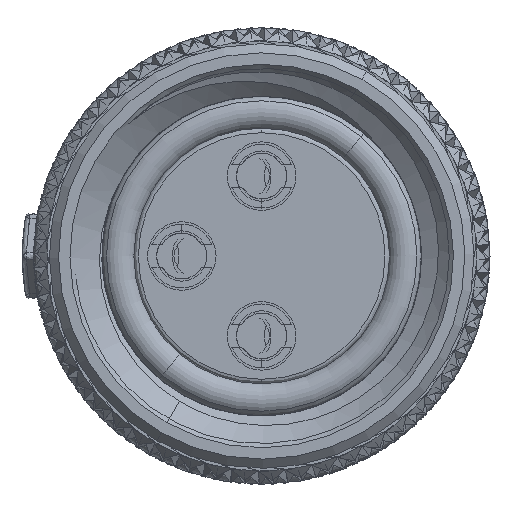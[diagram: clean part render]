
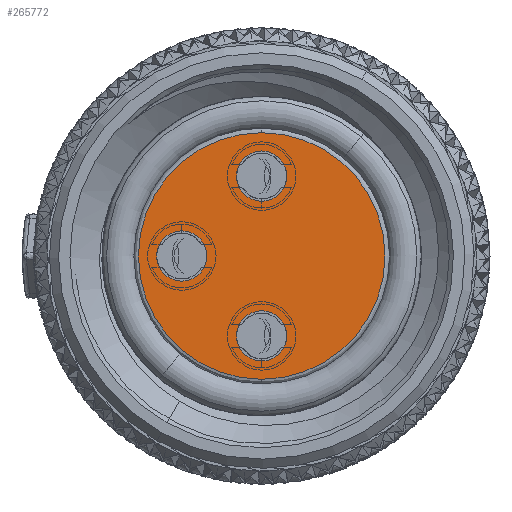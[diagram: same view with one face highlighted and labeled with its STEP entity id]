
A CAD part, left-side view. The second image highlights one B-rep face of the part: STEP entity #265772.
In plain terms, the highlighted planar face has unit normal (-1, 0, 0).
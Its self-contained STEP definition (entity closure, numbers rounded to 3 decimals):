
#1478 = VERTEX_POINT ( 'NONE', #111553 ) ;
#1625 = ORIENTED_EDGE ( 'NONE', *, *, #38928, .F. ) ;
#2933 = ORIENTED_EDGE ( 'NONE', *, *, #68620, .T. ) ;
#8998 = ORIENTED_EDGE ( 'NONE', *, *, #144309, .F. ) ;
#9862 = AXIS2_PLACEMENT_3D ( 'NONE', #39980, #257668, #104862 ) ;
#16834 = VERTEX_POINT ( 'NONE', #118016 ) ;
#18756 = CARTESIAN_POINT ( 'NONE',  ( -5.5, 0., 2.7 ) ) ;
#25912 = FACE_BOUND ( 'NONE', #101310, .T. ) ;
#28649 = CARTESIAN_POINT ( 'NONE',  ( -5.5, 0., 2.3 ) ) ;
#38928 = EDGE_CURVE ( 'NONE', #256369, #1478, #51628, .T. ) ;
#39980 = CARTESIAN_POINT ( 'NONE',  ( -5.5, 0., 1.75 ) ) ;
#41021 = ORIENTED_EDGE ( 'NONE', *, *, #71105, .F. ) ;
#46099 = DIRECTION ( 'NONE',  ( 0., 0., -1. ) ) ;
#50298 = EDGE_CURVE ( 'NONE', #16834, #169021, #98339, .T. ) ;
#51628 = CIRCLE ( 'NONE', #272671, 0.55 ) ;
#54242 = AXIS2_PLACEMENT_3D ( 'NONE', #252878, #211069, #55364 ) ;
#54338 = EDGE_LOOP ( 'NONE', ( #67698, #2933 ) ) ;
#55364 = DIRECTION ( 'NONE',  ( 0., 0., 1. ) ) ;
#55421 = ORIENTED_EDGE ( 'NONE', *, *, #91364, .F. ) ;
#56011 = DIRECTION ( 'NONE',  ( 0., 0., 1. ) ) ;
#57042 = VERTEX_POINT ( 'NONE', #137982 ) ;
#57990 = CARTESIAN_POINT ( 'NONE',  ( -5.5, 0., -1.2 ) ) ;
#67698 = ORIENTED_EDGE ( 'NONE', *, *, #50298, .T. ) ;
#68250 = EDGE_LOOP ( 'NONE', ( #55421, #95128 ) ) ;
#68620 = EDGE_CURVE ( 'NONE', #169021, #16834, #270579, .T. ) ;
#71105 = EDGE_CURVE ( 'NONE', #272002, #57042, #178543, .T. ) ;
#77648 = CARTESIAN_POINT ( 'NONE',  ( -5.5, 0., 1.75 ) ) ;
#87209 = ORIENTED_EDGE ( 'NONE', *, *, #128623, .F. ) ;
#91364 = EDGE_CURVE ( 'NONE', #279904, #123587, #145155, .T. ) ;
#93782 = CIRCLE ( 'NONE', #231845, 0.55 ) ;
#95128 = ORIENTED_EDGE ( 'NONE', *, *, #114264, .F. ) ;
#96887 = DIRECTION ( 'NONE',  ( 0., 0., 1. ) ) ;
#98339 = CIRCLE ( 'NONE', #172031, 2.7 ) ;
#101310 = EDGE_LOOP ( 'NONE', ( #1625, #87209 ) ) ;
#102073 = CIRCLE ( 'NONE', #9862, 0.55 ) ;
#104862 = DIRECTION ( 'NONE',  ( 0., 0., 1. ) ) ;
#111553 = CARTESIAN_POINT ( 'NONE',  ( -5.5, 0., 1.2 ) ) ;
#114264 = EDGE_CURVE ( 'NONE', #123587, #279904, #115272, .T. ) ;
#115272 = CIRCLE ( 'NONE', #142812, 0.55 ) ;
#118016 = CARTESIAN_POINT ( 'NONE',  ( -5.5, 0., -2.7 ) ) ;
#123399 = DIRECTION ( 'NONE',  ( 0., 0., 1. ) ) ;
#123587 = VERTEX_POINT ( 'NONE', #251947 ) ;
#128623 = EDGE_CURVE ( 'NONE', #1478, #256369, #102073, .T. ) ;
#129341 = DIRECTION ( 'NONE',  ( 0., 0., -1. ) ) ;
#130016 = CARTESIAN_POINT ( 'NONE',  ( -5.5, 0., -1.75 ) ) ;
#137982 = CARTESIAN_POINT ( 'NONE',  ( -5.5, 1.75, -0.55 ) ) ;
#142812 = AXIS2_PLACEMENT_3D ( 'NONE', #145030, #232959, #123399 ) ;
#144309 = EDGE_CURVE ( 'NONE', #57042, #272002, #93782, .T. ) ;
#145030 = CARTESIAN_POINT ( 'NONE',  ( -5.5, 0., -1.75 ) ) ;
#145155 = CIRCLE ( 'NONE', #195858, 0.55 ) ;
#152818 = FACE_BOUND ( 'NONE', #170057, .T. ) ;
#165580 = DIRECTION ( 'NONE',  ( -1., 0., 0. ) ) ;
#169021 = VERTEX_POINT ( 'NONE', #18756 ) ;
#170057 = EDGE_LOOP ( 'NONE', ( #41021, #8998 ) ) ;
#172031 = AXIS2_PLACEMENT_3D ( 'NONE', #173998, #238924, #129341 ) ;
#173998 = CARTESIAN_POINT ( 'NONE',  ( -5.5, 0., 0. ) ) ;
#178543 = CIRCLE ( 'NONE', #54242, 0.55 ) ;
#182288 = CARTESIAN_POINT ( 'NONE',  ( -5.5, 1.75, 0.55 ) ) ;
#184817 = DIRECTION ( 'NONE',  ( -1., 0., 0. ) ) ;
#195858 = AXIS2_PLACEMENT_3D ( 'NONE', #130016, #235330, #236754 ) ;
#196392 = DIRECTION ( 'NONE',  ( 0., 0., -1. ) ) ;
#202052 = AXIS2_PLACEMENT_3D ( 'NONE', #240785, #268063, #46099 ) ;
#211069 = DIRECTION ( 'NONE',  ( -1., 0., 0. ) ) ;
#218005 = CARTESIAN_POINT ( 'NONE',  ( -5.5, 0., 0. ) ) ;
#223814 = CARTESIAN_POINT ( 'NONE',  ( -5.5, 1.75, 0. ) ) ;
#231845 = AXIS2_PLACEMENT_3D ( 'NONE', #223814, #184817, #96887 ) ;
#232959 = DIRECTION ( 'NONE',  ( -1., 0., 0. ) ) ;
#233922 = DIRECTION ( 'NONE',  ( -1., 0., 0. ) ) ;
#235330 = DIRECTION ( 'NONE',  ( -1., 0., 0. ) ) ;
#236754 = DIRECTION ( 'NONE',  ( 0., 0., 1. ) ) ;
#238924 = DIRECTION ( 'NONE',  ( -1., 0., 0. ) ) ;
#240785 = CARTESIAN_POINT ( 'NONE',  ( -5.5, 0., 0. ) ) ;
#251947 = CARTESIAN_POINT ( 'NONE',  ( -5.5, 0., -2.3 ) ) ;
#252878 = CARTESIAN_POINT ( 'NONE',  ( -5.5, 1.75, 0. ) ) ;
#256369 = VERTEX_POINT ( 'NONE', #28649 ) ;
#257668 = DIRECTION ( 'NONE',  ( -1., 0., 0. ) ) ;
#262414 = FACE_BOUND ( 'NONE', #68250, .T. ) ;
#265772 = ADVANCED_FACE ( 'NONE', ( #266643, #25912, #152818, #262414 ), #284042, .F. ) ;
#266643 = FACE_OUTER_BOUND ( 'NONE', #54338, .T. ) ;
#268063 = DIRECTION ( 'NONE',  ( 1., 0., 0. ) ) ;
#270579 = CIRCLE ( 'NONE', #279641, 2.7 ) ;
#272002 = VERTEX_POINT ( 'NONE', #182288 ) ;
#272671 = AXIS2_PLACEMENT_3D ( 'NONE', #77648, #165580, #56011 ) ;
#279641 = AXIS2_PLACEMENT_3D ( 'NONE', #218005, #233922, #196392 ) ;
#279904 = VERTEX_POINT ( 'NONE', #57990 ) ;
#284042 = PLANE ( 'NONE',  #202052 ) ;
